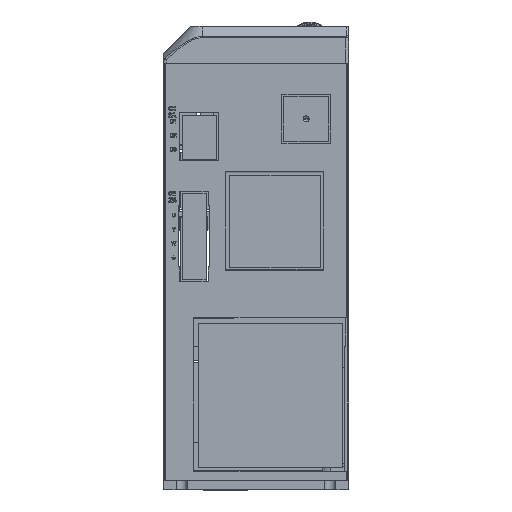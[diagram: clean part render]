
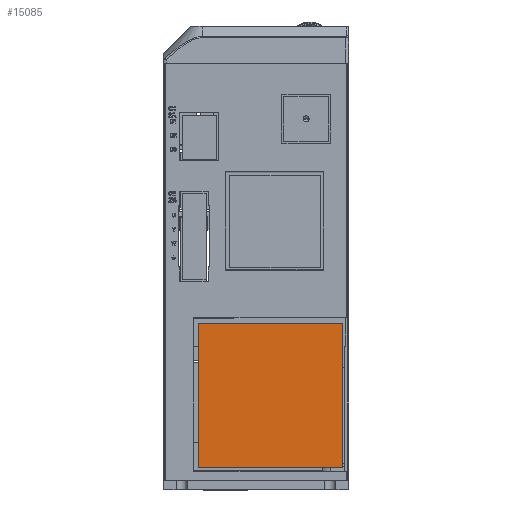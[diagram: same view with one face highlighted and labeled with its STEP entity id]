
A CAD part, front view. The second image highlights one B-rep face of the part: STEP entity #15085.
In plain terms, the highlighted planar face has unit normal (0, -1, 0).
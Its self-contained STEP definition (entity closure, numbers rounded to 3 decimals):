
#846 = EDGE_CURVE ( 'NONE', #29074, #42778, #34873, .T. ) ;
#1279 = CARTESIAN_POINT ( 'NONE',  ( 0., -306., 0. ) ) ;
#1484 = LINE ( 'NONE', #39810, #39960 ) ;
#1747 = DIRECTION ( 'NONE',  ( 0., 0., -1. ) ) ;
#3695 = EDGE_CURVE ( 'NONE', #42778, #19410, #1484, .T. ) ;
#3883 = ORIENTED_EDGE ( 'NONE', *, *, #7720, .T. ) ;
#6848 = VECTOR ( 'NONE', #25365, 1000. ) ;
#7528 = LINE ( 'NONE', #19033, #26509 ) ;
#7720 = EDGE_CURVE ( 'NONE', #28283, #29074, #7528, .T. ) ;
#8590 = PLANE ( 'NONE',  #41631 ) ;
#10116 = CARTESIAN_POINT ( 'NONE',  ( 46.877, -306., 12.269 ) ) ;
#13249 = FACE_OUTER_BOUND ( 'NONE', #28023, .T. ) ;
#13628 = DIRECTION ( 'NONE',  ( 0., -1., 0. ) ) ;
#15085 = ADVANCED_FACE ( 'NONE', ( #13249 ), #8590, .T. ) ;
#15438 = ORIENTED_EDGE ( 'NONE', *, *, #3695, .T. ) ;
#16421 = LINE ( 'NONE', #40684, #6848 ) ;
#17788 = CARTESIAN_POINT ( 'NONE',  ( 46.877, -306., 89.899 ) ) ;
#18223 = CARTESIAN_POINT ( 'NONE',  ( -30.779, -306., 12.269 ) ) ;
#19033 = CARTESIAN_POINT ( 'NONE',  ( -30.779, -306., 12.269 ) ) ;
#19410 = VERTEX_POINT ( 'NONE', #45398 ) ;
#19711 = DIRECTION ( 'NONE',  ( 0., 0., 1. ) ) ;
#19782 = CARTESIAN_POINT ( 'NONE',  ( 46.877, -306., 89.899 ) ) ;
#23373 = DIRECTION ( 'NONE',  ( 1., 0., 0. ) ) ;
#25365 = DIRECTION ( 'NONE',  ( 0., 0., -1. ) ) ;
#26509 = VECTOR ( 'NONE', #23373, 1000. ) ;
#27086 = ORIENTED_EDGE ( 'NONE', *, *, #846, .T. ) ;
#28023 = EDGE_LOOP ( 'NONE', ( #29234, #3883, #27086, #15438 ) ) ;
#28283 = VERTEX_POINT ( 'NONE', #18223 ) ;
#29074 = VERTEX_POINT ( 'NONE', #10116 ) ;
#29197 = DIRECTION ( 'NONE',  ( -1., 0., 0. ) ) ;
#29234 = ORIENTED_EDGE ( 'NONE', *, *, #38674, .T. ) ;
#34873 = LINE ( 'NONE', #19782, #43048 ) ;
#38674 = EDGE_CURVE ( 'NONE', #19410, #28283, #16421, .T. ) ;
#39810 = CARTESIAN_POINT ( 'NONE',  ( -30.779, -306., 89.899 ) ) ;
#39960 = VECTOR ( 'NONE', #29197, 1000. ) ;
#40684 = CARTESIAN_POINT ( 'NONE',  ( -30.779, -306., 89.899 ) ) ;
#41631 = AXIS2_PLACEMENT_3D ( 'NONE', #1279, #13628, #1747 ) ;
#42778 = VERTEX_POINT ( 'NONE', #17788 ) ;
#43048 = VECTOR ( 'NONE', #19711, 1000. ) ;
#45398 = CARTESIAN_POINT ( 'NONE',  ( -30.779, -306., 89.899 ) ) ;
